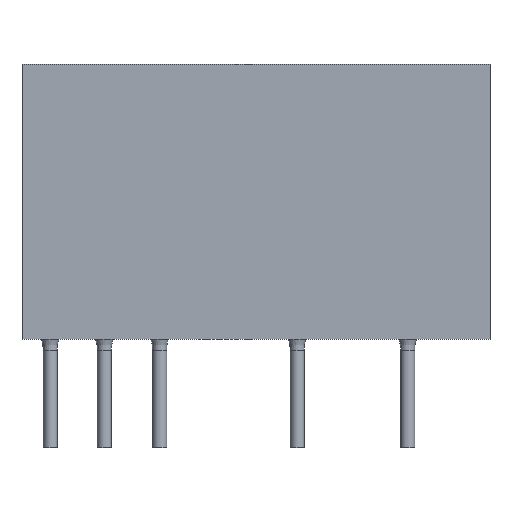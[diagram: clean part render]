
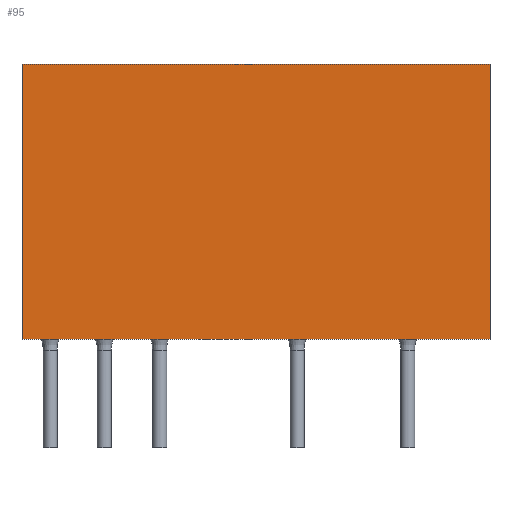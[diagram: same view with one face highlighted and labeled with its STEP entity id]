
A CAD part, front view. The second image highlights one B-rep face of the part: STEP entity #95.
In plain terms, the highlighted planar face has unit normal (0, -1, 0).
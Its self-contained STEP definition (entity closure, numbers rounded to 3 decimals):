
#59 = EDGE_CURVE('',#60,#62,#64,.T.);
#60 = VERTEX_POINT('',#61);
#61 = CARTESIAN_POINT('',(-21.6,-5.1,0.));
#62 = VERTEX_POINT('',#63);
#63 = CARTESIAN_POINT('',(-21.6,-5.1,25.4));
#64 = LINE('',#65,#66);
#65 = CARTESIAN_POINT('',(-21.6,-5.1,0.));
#66 = VECTOR('',#67,1.);
#67 = DIRECTION('',(0.,0.,1.));
#95 = ADVANCED_FACE('',(#96),#121,.T.);
#96 = FACE_BOUND('',#97,.T.);
#97 = EDGE_LOOP('',(#98,#108,#114,#115));
#98 = ORIENTED_EDGE('',*,*,#99,.T.);
#99 = EDGE_CURVE('',#100,#102,#104,.T.);
#100 = VERTEX_POINT('',#101);
#101 = CARTESIAN_POINT('',(21.6,-5.1,0.));
#102 = VERTEX_POINT('',#103);
#103 = CARTESIAN_POINT('',(21.6,-5.1,25.4));
#104 = LINE('',#105,#106);
#105 = CARTESIAN_POINT('',(21.6,-5.1,0.));
#106 = VECTOR('',#107,1.);
#107 = DIRECTION('',(0.,0.,1.));
#108 = ORIENTED_EDGE('',*,*,#109,.T.);
#109 = EDGE_CURVE('',#102,#62,#110,.T.);
#110 = LINE('',#111,#112);
#111 = CARTESIAN_POINT('',(21.6,-5.1,25.4));
#112 = VECTOR('',#113,1.);
#113 = DIRECTION('',(-1.,0.,0.));
#114 = ORIENTED_EDGE('',*,*,#59,.F.);
#115 = ORIENTED_EDGE('',*,*,#116,.F.);
#116 = EDGE_CURVE('',#100,#60,#117,.T.);
#117 = LINE('',#118,#119);
#118 = CARTESIAN_POINT('',(21.6,-5.1,0.));
#119 = VECTOR('',#120,1.);
#120 = DIRECTION('',(-1.,0.,0.));
#121 = PLANE('',#122);
#122 = AXIS2_PLACEMENT_3D('',#123,#124,#125);
#123 = CARTESIAN_POINT('',(21.6,-5.1,0.));
#124 = DIRECTION('',(0.,-1.,0.));
#125 = DIRECTION('',(-1.,0.,0.));
